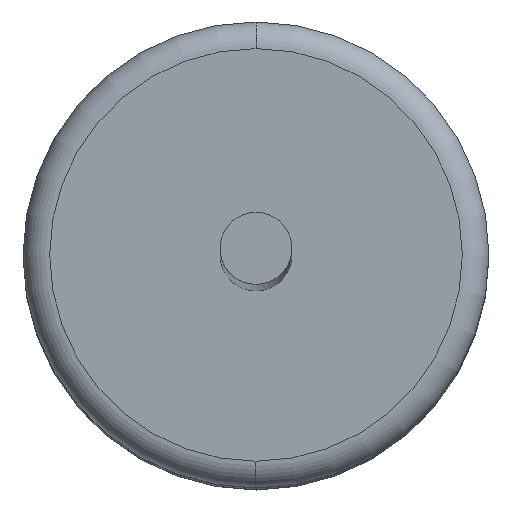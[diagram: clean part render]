
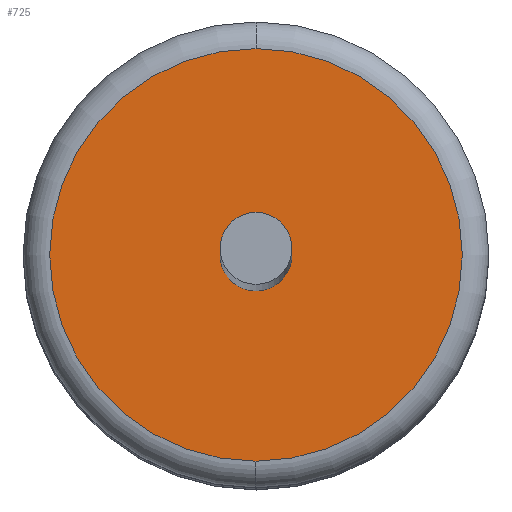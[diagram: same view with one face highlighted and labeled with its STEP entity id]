
A CAD part, top view. The second image highlights one B-rep face of the part: STEP entity #725.
In plain terms, the highlighted planar face has unit normal (0, 0, 1).
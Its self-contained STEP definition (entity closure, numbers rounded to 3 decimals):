
#304=CARTESIAN_POINT('',(0.,0.,4.75));
#305=DIRECTION('',(0.,0.,1.));
#306=DIRECTION('',(0.,1.,0.));
#307=AXIS2_PLACEMENT_3D('',#304,#305,#306);
#309=CARTESIAN_POINT('',(0.,0.,4.75));
#310=DIRECTION('',(0.,0.,1.));
#311=DIRECTION('',(0.,-1.,0.));
#312=AXIS2_PLACEMENT_3D('',#309,#310,#311);
#314=CARTESIAN_POINT('',(0.,0.,4.75));
#315=DIRECTION('',(0.,0.,1.));
#316=DIRECTION('',(1.,0.,0.));
#317=AXIS2_PLACEMENT_3D('',#314,#315,#316);
#319=CARTESIAN_POINT('',(0.,0.,4.75));
#320=DIRECTION('',(0.,0.,1.));
#321=DIRECTION('',(-1.,0.,0.));
#322=AXIS2_PLACEMENT_3D('',#319,#320,#321);
#426=CARTESIAN_POINT('',(0.,1.55,4.75));
#427=CARTESIAN_POINT('',(0.,-1.55,4.75));
#428=VERTEX_POINT('',#426);
#429=VERTEX_POINT('',#427);
#470=CARTESIAN_POINT('',(0.27,0.,4.75));
#471=CARTESIAN_POINT('',(-0.27,0.,4.75));
#472=VERTEX_POINT('',#470);
#473=VERTEX_POINT('',#471);
#709=CARTESIAN_POINT('',(0.,0.,4.75));
#710=DIRECTION('',(0.,0.,-1.));
#711=DIRECTION('',(0.,-1.,0.));
#712=AXIS2_PLACEMENT_3D('',#709,#710,#711);
#713=PLANE('',#712);
#714=ORIENTED_EDGE('',*,*,#699,.F.);
#716=ORIENTED_EDGE('',*,*,#715,.F.);
#717=EDGE_LOOP('',(#714,#716));
#718=FACE_OUTER_BOUND('',#717,.F.);
#720=ORIENTED_EDGE('',*,*,#719,.T.);
#722=ORIENTED_EDGE('',*,*,#721,.T.);
#723=EDGE_LOOP('',(#720,#722));
#724=FACE_BOUND('',#723,.F.);
#308=CIRCLE('',#307,1.55);
#313=CIRCLE('',#312,1.55);
#318=CIRCLE('',#317,0.27);
#323=CIRCLE('',#322,0.27);
#699=EDGE_CURVE('',#428,#429,#308,.T.);
#715=EDGE_CURVE('',#429,#428,#313,.T.);
#719=EDGE_CURVE('',#472,#473,#318,.T.);
#721=EDGE_CURVE('',#473,#472,#323,.T.);
#725=ADVANCED_FACE('',(#718,#724),#713,.F.);
